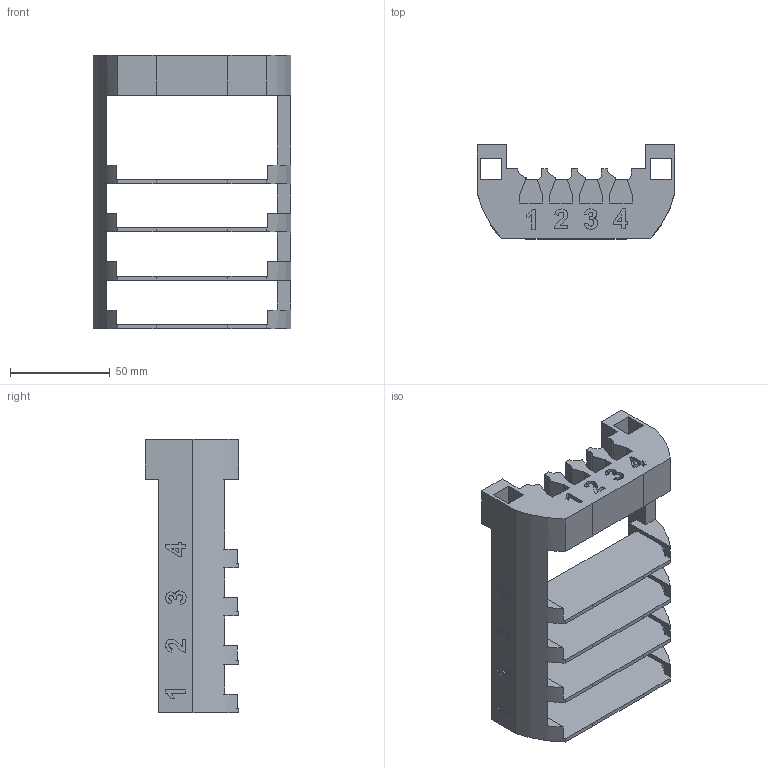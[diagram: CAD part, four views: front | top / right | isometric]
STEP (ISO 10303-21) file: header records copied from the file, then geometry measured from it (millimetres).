
FILE_DESCRIPTION(/* description */ (''),/* implementation_level */ '2;1');
FILE_NAME(/* name */ '',/* time_stamp */ '2025-08-19T13:57:42+09:00',/* author */ (''),/* organization */ (''),/* preprocessor_version */ 'ST-DEVELOPER v20.1',/* originating_system */ 'Autodesk Translation Framework v14.10.0.0',/* authorisation */ '');
FILE_SCHEMA (('AUTOMOTIVE_DESIGN { 1 0 10303 214 3 1 1 }'));
Length unit declared in the file: millimetre
Products named in the file (1): 基板ホルダ3
Bounding box: 99.14 x 47 x 136.8 mm (x, y, z)
Volume: 99676.3 mm3; surface area: 56717.2 mm2
Topology: 1 solids, 5 shells, 426 faces, 1207 edges, 802 vertices
Faces by surface type: plane 261, bspline 135, cylinder 30
Full cylindrical faces by diameter (mm): 3.2 x2, 4.6 x6
Entity records: 14997 total; most frequent: CARTESIAN_POINT 4731, ORIENTED_EDGE 2414, DIRECTION 1597, EDGE_CURVE 1207, LINE 861, VECTOR 861, VERTEX_POINT 802, EDGE_LOOP 453
